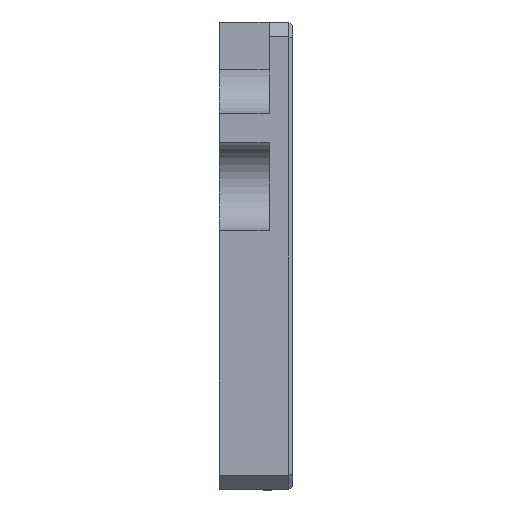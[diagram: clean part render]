
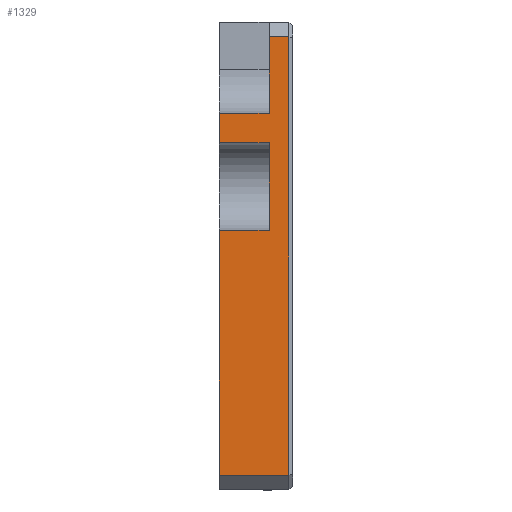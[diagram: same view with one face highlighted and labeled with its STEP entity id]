
A CAD part, left-side view. The second image highlights one B-rep face of the part: STEP entity #1329.
In plain terms, the highlighted planar face has unit normal (-1, 0, 0).
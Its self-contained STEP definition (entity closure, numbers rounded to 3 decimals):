
#33 = LINE ( 'NONE', #2277, #650 ) ;
#64 = LINE ( 'NONE', #827, #499 ) ;
#197 = EDGE_CURVE ( 'NONE', #311, #488, #1792, .T. ) ;
#218 = VECTOR ( 'NONE', #1077, 1000. ) ;
#240 = EDGE_CURVE ( 'NONE', #794, #670, #1994, .T. ) ;
#263 = VERTEX_POINT ( 'NONE', #1445 ) ;
#311 = VERTEX_POINT ( 'NONE', #2068 ) ;
#375 = VERTEX_POINT ( 'NONE', #1826 ) ;
#464 = CARTESIAN_POINT ( 'NONE',  ( -16., 1.6, 16. ) ) ;
#488 = VERTEX_POINT ( 'NONE', #795 ) ;
#498 = CARTESIAN_POINT ( 'NONE',  ( -16., 1.6, 16. ) ) ;
#499 = VECTOR ( 'NONE', #1571, 1000. ) ;
#503 = DIRECTION ( 'NONE',  ( 0., 1., 0. ) ) ;
#555 = CARTESIAN_POINT ( 'NONE',  ( -16., 0.25, 16. ) ) ;
#650 = VECTOR ( 'NONE', #1861, 1000. ) ;
#670 = VERTEX_POINT ( 'NONE', #1779 ) ;
#679 = DIRECTION ( 'NONE',  ( 0., 0., -1. ) ) ;
#699 = ORIENTED_EDGE ( 'NONE', *, *, #1373, .F. ) ;
#794 = VERTEX_POINT ( 'NONE', #1488 ) ;
#795 = CARTESIAN_POINT ( 'NONE',  ( -16., 1.6, 1.75 ) ) ;
#808 = CARTESIAN_POINT ( 'NONE',  ( -16., 1.6, 9.75 ) ) ;
#827 = CARTESIAN_POINT ( 'NONE',  ( -16., 5., -15. ) ) ;
#866 = EDGE_CURVE ( 'NONE', #936, #1512, #1283, .T. ) ;
#874 = CARTESIAN_POINT ( 'NONE',  ( -16., 5., 16. ) ) ;
#886 = VECTOR ( 'NONE', #2130, 1000. ) ;
#895 = CARTESIAN_POINT ( 'NONE',  ( -16., -9.426, 7.75 ) ) ;
#930 = CARTESIAN_POINT ( 'NONE',  ( -16., -9.426, 1.75 ) ) ;
#936 = VERTEX_POINT ( 'NONE', #808 ) ;
#973 = ORIENTED_EDGE ( 'NONE', *, *, #240, .T. ) ;
#1000 = CARTESIAN_POINT ( 'NONE',  ( -16., 5., 1.75 ) ) ;
#1077 = DIRECTION ( 'NONE',  ( 0., 1., 0. ) ) ;
#1137 = EDGE_CURVE ( 'NONE', #936, #670, #1340, .T. ) ;
#1154 = CARTESIAN_POINT ( 'NONE',  ( -16., -9.426, 9.75 ) ) ;
#1164 = DIRECTION ( 'NONE',  ( 0., 1., 0. ) ) ;
#1165 = CARTESIAN_POINT ( 'NONE',  ( -16., 5., 7.75 ) ) ;
#1225 = CARTESIAN_POINT ( 'NONE',  ( -16., 5., 9.75 ) ) ;
#1272 = EDGE_CURVE ( 'NONE', #488, #2120, #1995, .T. ) ;
#1282 = DIRECTION ( 'NONE',  ( 0., 0., 1. ) ) ;
#1283 = LINE ( 'NONE', #1154, #2320 ) ;
#1284 = ORIENTED_EDGE ( 'NONE', *, *, #2155, .T. ) ;
#1304 = VECTOR ( 'NONE', #2135, 1000. ) ;
#1329 = ADVANCED_FACE ( 'NONE', ( #1590 ), #1984, .F. ) ;
#1340 = LINE ( 'NONE', #464, #1304 ) ;
#1348 = EDGE_LOOP ( 'NONE', ( #1918, #2111, #2306, #1284, #1615, #973, #2022, #2070, #2067, #699 ) ) ;
#1373 = EDGE_CURVE ( 'NONE', #311, #1449, #1423, .T. ) ;
#1391 = LINE ( 'NONE', #1930, #886 ) ;
#1397 = EDGE_CURVE ( 'NONE', #375, #2120, #33, .T. ) ;
#1423 = LINE ( 'NONE', #895, #2046 ) ;
#1445 = CARTESIAN_POINT ( 'NONE',  ( -16., 0.25, -15. ) ) ;
#1449 = VERTEX_POINT ( 'NONE', #1165 ) ;
#1488 = CARTESIAN_POINT ( 'NONE',  ( -16., 0.25, 15. ) ) ;
#1491 = VECTOR ( 'NONE', #679, 1000. ) ;
#1512 = VERTEX_POINT ( 'NONE', #1225 ) ;
#1559 = EDGE_CURVE ( 'NONE', #1449, #1512, #1391, .T. ) ;
#1566 = VECTOR ( 'NONE', #1282, 1000. ) ;
#1571 = DIRECTION ( 'NONE',  ( 0., -1., 0. ) ) ;
#1590 = FACE_OUTER_BOUND ( 'NONE', #1348, .T. ) ;
#1601 = DIRECTION ( 'NONE',  ( 1., 0., 0. ) ) ;
#1615 = ORIENTED_EDGE ( 'NONE', *, *, #1743, .T. ) ;
#1743 = EDGE_CURVE ( 'NONE', #263, #794, #1979, .T. ) ;
#1779 = CARTESIAN_POINT ( 'NONE',  ( -16., 1.6, 15. ) ) ;
#1792 = LINE ( 'NONE', #498, #1491 ) ;
#1826 = CARTESIAN_POINT ( 'NONE',  ( -16., 5., -15. ) ) ;
#1838 = DIRECTION ( 'NONE',  ( 0., 0., -1. ) ) ;
#1861 = DIRECTION ( 'NONE',  ( 0., 0., 1. ) ) ;
#1918 = ORIENTED_EDGE ( 'NONE', *, *, #197, .T. ) ;
#1930 = CARTESIAN_POINT ( 'NONE',  ( -16., 5., 16. ) ) ;
#1955 = DIRECTION ( 'NONE',  ( 0., 1., 0. ) ) ;
#1979 = LINE ( 'NONE', #555, #1566 ) ;
#1984 = PLANE ( 'NONE',  #2249 ) ;
#1994 = LINE ( 'NONE', #2176, #218 ) ;
#1995 = LINE ( 'NONE', #930, #2082 ) ;
#2022 = ORIENTED_EDGE ( 'NONE', *, *, #1137, .F. ) ;
#2046 = VECTOR ( 'NONE', #1955, 1000. ) ;
#2067 = ORIENTED_EDGE ( 'NONE', *, *, #1559, .F. ) ;
#2068 = CARTESIAN_POINT ( 'NONE',  ( -16., 1.6, 7.75 ) ) ;
#2070 = ORIENTED_EDGE ( 'NONE', *, *, #866, .T. ) ;
#2082 = VECTOR ( 'NONE', #503, 1000. ) ;
#2111 = ORIENTED_EDGE ( 'NONE', *, *, #1272, .T. ) ;
#2120 = VERTEX_POINT ( 'NONE', #1000 ) ;
#2130 = DIRECTION ( 'NONE',  ( 0., 0., 1. ) ) ;
#2135 = DIRECTION ( 'NONE',  ( 0., 0., 1. ) ) ;
#2155 = EDGE_CURVE ( 'NONE', #375, #263, #64, .T. ) ;
#2176 = CARTESIAN_POINT ( 'NONE',  ( -16., 5., 15. ) ) ;
#2249 = AXIS2_PLACEMENT_3D ( 'NONE', #874, #1601, #1838 ) ;
#2277 = CARTESIAN_POINT ( 'NONE',  ( -16., 5., 16. ) ) ;
#2306 = ORIENTED_EDGE ( 'NONE', *, *, #1397, .F. ) ;
#2320 = VECTOR ( 'NONE', #1164, 1000. ) ;
